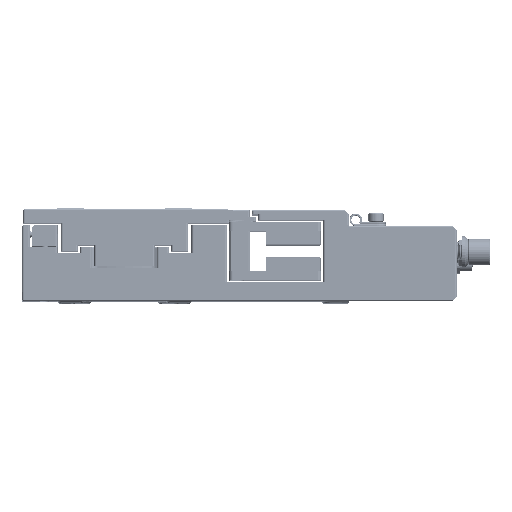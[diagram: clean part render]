
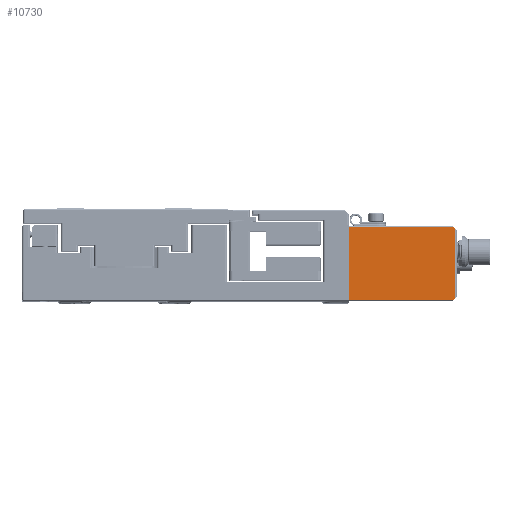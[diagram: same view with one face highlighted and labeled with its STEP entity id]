
A CAD part, top view. The second image highlights one B-rep face of the part: STEP entity #10730.
In plain terms, the highlighted face is planar.
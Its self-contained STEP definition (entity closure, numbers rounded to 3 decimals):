
#476 = EDGE_CURVE ( 'NONE', #51332, #41225, #44397, .T. ) ;
#1027 = VERTEX_POINT ( 'NONE', #86550 ) ;
#2116 = VECTOR ( 'NONE', #12042, 1000. ) ;
#10165 = FACE_OUTER_BOUND ( 'NONE', #38956, .T. ) ;
#10730 = ADVANCED_FACE ( 'NONE', ( #10165 ), #74830, .F. ) ;
#11730 = DIRECTION ( 'NONE',  ( 0., 0., -1. ) ) ;
#12042 = DIRECTION ( 'NONE',  ( 0., -0.707, 0.707 ) ) ;
#15838 = DIRECTION ( 'NONE',  ( 0., 0., -1. ) ) ;
#17997 = CARTESIAN_POINT ( 'NONE',  ( -45., 17.3, -23. ) ) ;
#18784 = AXIS2_PLACEMENT_3D ( 'NONE', #41954, #27630, #11730 ) ;
#18972 = LINE ( 'NONE', #83613, #2116 ) ;
#21051 = ORIENTED_EDGE ( 'NONE', *, *, #86475, .T. ) ;
#21972 = CARTESIAN_POINT ( 'NONE',  ( -45., -16.3, -24. ) ) ;
#22611 = DIRECTION ( 'NONE',  ( 0., -1., 0. ) ) ;
#24141 = ORIENTED_EDGE ( 'NONE', *, *, #43145, .F. ) ;
#27630 = DIRECTION ( 'NONE',  ( 1., 0., 0. ) ) ;
#29166 = ORIENTED_EDGE ( 'NONE', *, *, #476, .T. ) ;
#29488 = CARTESIAN_POINT ( 'NONE',  ( -45., -16.8, -23.5 ) ) ;
#37363 = LINE ( 'NONE', #70813, #98718 ) ;
#38956 = EDGE_LOOP ( 'NONE', ( #24141, #103609, #29166, #21051, #48946, #45565 ) ) ;
#39655 = LINE ( 'NONE', #72062, #79415 ) ;
#40158 = VERTEX_POINT ( 'NONE', #21972 ) ;
#41225 = VERTEX_POINT ( 'NONE', #95149 ) ;
#41954 = CARTESIAN_POINT ( 'NONE',  ( -45., 17.3, 25. ) ) ;
#43145 = EDGE_CURVE ( 'NONE', #1027, #57083, #37363, .T. ) ;
#44397 = LINE ( 'NONE', #17997, #83828 ) ;
#45565 = ORIENTED_EDGE ( 'NONE', *, *, #73216, .T. ) ;
#48946 = ORIENTED_EDGE ( 'NONE', *, *, #104440, .T. ) ;
#49470 = CARTESIAN_POINT ( 'NONE',  ( -45., -16.8, 25. ) ) ;
#51332 = VERTEX_POINT ( 'NONE', #88354 ) ;
#56923 = DIRECTION ( 'NONE',  ( 0., 0., 1. ) ) ;
#57083 = VERTEX_POINT ( 'NONE', #90413 ) ;
#70813 = CARTESIAN_POINT ( 'NONE',  ( -45., 17.3, 25. ) ) ;
#72062 = CARTESIAN_POINT ( 'NONE',  ( -45., 16.8, -23. ) ) ;
#73216 = EDGE_CURVE ( 'NONE', #83466, #57083, #73901, .T. ) ;
#73901 = LINE ( 'NONE', #49470, #78114 ) ;
#74830 = PLANE ( 'NONE',  #18784 ) ;
#78114 = VECTOR ( 'NONE', #56923, 1000. ) ;
#78789 = CARTESIAN_POINT ( 'NONE',  ( -45., 17.3, -24. ) ) ;
#79415 = VECTOR ( 'NONE', #15838, 1000. ) ;
#83466 = VERTEX_POINT ( 'NONE', #29488 ) ;
#83613 = CARTESIAN_POINT ( 'NONE',  ( -45., -15.3, -25. ) ) ;
#83828 = VECTOR ( 'NONE', #92683, 1000. ) ;
#86475 = EDGE_CURVE ( 'NONE', #41225, #40158, #95234, .T. ) ;
#86550 = CARTESIAN_POINT ( 'NONE',  ( -45., 16.8, 25. ) ) ;
#88354 = CARTESIAN_POINT ( 'NONE',  ( -45., 16.8, -23.5 ) ) ;
#90413 = CARTESIAN_POINT ( 'NONE',  ( -45., -16.8, 25. ) ) ;
#92683 = DIRECTION ( 'NONE',  ( 0., -0.707, -0.707 ) ) ;
#95149 = CARTESIAN_POINT ( 'NONE',  ( -45., 16.3, -24. ) ) ;
#95234 = LINE ( 'NONE', #78789, #96196 ) ;
#95303 = EDGE_CURVE ( 'NONE', #1027, #51332, #39655, .T. ) ;
#96196 = VECTOR ( 'NONE', #22611, 1000. ) ;
#98718 = VECTOR ( 'NONE', #103150, 1000. ) ;
#103150 = DIRECTION ( 'NONE',  ( 0., -1., 0. ) ) ;
#103609 = ORIENTED_EDGE ( 'NONE', *, *, #95303, .T. ) ;
#104440 = EDGE_CURVE ( 'NONE', #40158, #83466, #18972, .T. ) ;
